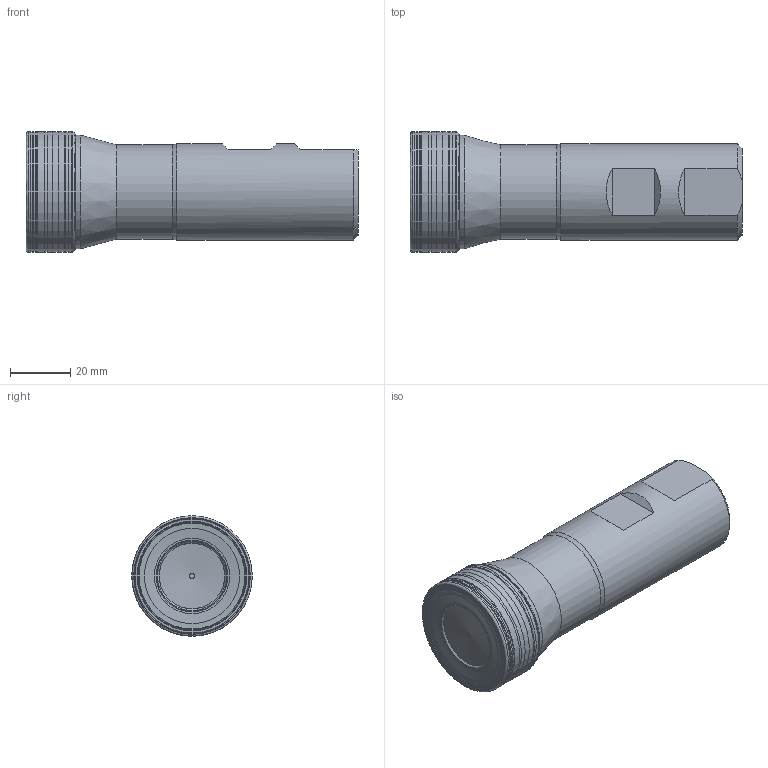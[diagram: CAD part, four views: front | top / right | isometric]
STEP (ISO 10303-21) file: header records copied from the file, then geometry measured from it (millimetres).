
FILE_DESCRIPTION(/* description */ (''),/* implementation_level */ '2;1');
FILE_NAME(/* name */ '40A3R050B32_SAP16D_C_SIM.stp',/* time_stamp */ '2020-01-13T12:06:01+01:00',/* author */ (''),/* organization */ (''),/* preprocessor_version */ 'ST-DEVELOPER v16.7',/* originating_system */ 'SIEMENS PLM Software NX 12.0',/* authorisation */ '');
FILE_SCHEMA (('AUTOMOTIVE_DESIGN { 1 0 10303 214 3 1 1 1 }'));
Length unit declared in the file: millimetre
Products named in the file (1): wq70379CAA9F174w
Bounding box: 110 x 39.94 x 39.94 mm (x, y, z)
Volume: 101854.5 mm3; surface area: 19949.5 mm2
Topology: 2 solids, 2 shells, 81 faces, 167 edges, 89 vertices
Faces by surface type: revolution 61, plane 8, cone 7, cylinder 4, torus 1
Full cylindrical faces by diameter (mm): 10 x1, 31.2 x1, 32 x1, 37.7 x1
Entity records: 2123 total; most frequent: CARTESIAN_POINT 670, DIRECTION 267, ORIENTED_EDGE 176, EDGE_LOOP 155, FACE_BOUND 149, AXIS2_PLACEMENT_3D 99, EDGE_CURVE 88, VERTEX_POINT 84
